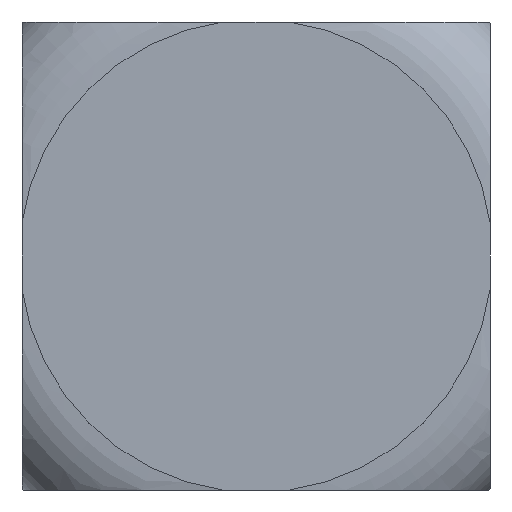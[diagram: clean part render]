
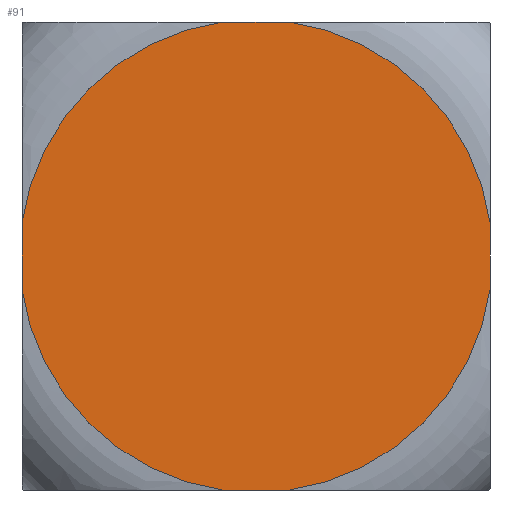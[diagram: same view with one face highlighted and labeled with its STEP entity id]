
A CAD part, left-side view. The second image highlights one B-rep face of the part: STEP entity #91.
In plain terms, the highlighted planar face has unit normal (-1, 0, 0).
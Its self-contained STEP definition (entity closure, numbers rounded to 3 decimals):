
#91 = ADVANCED_FACE( '', ( #181 ), #182, .F. );
#181 = FACE_OUTER_BOUND( '', #262, .T. );
#182 = PLANE( '', #263 );
#262 = EDGE_LOOP( '', ( #448, #449, #450, #451, #452, #453, #454, #455 ) );
#263 = AXIS2_PLACEMENT_3D( '', #456, #457, #458 );
#448 = ORIENTED_EDGE( '', *, *, #473, .F. );
#449 = ORIENTED_EDGE( '', *, *, #487, .F. );
#450 = ORIENTED_EDGE( '', *, *, #506, .F. );
#451 = ORIENTED_EDGE( '', *, *, #503, .F. );
#452 = ORIENTED_EDGE( '', *, *, #524, .F. );
#453 = ORIENTED_EDGE( '', *, *, #483, .F. );
#454 = ORIENTED_EDGE( '', *, *, #531, .F. );
#455 = ORIENTED_EDGE( '', *, *, #528, .F. );
#456 = CARTESIAN_POINT( '', ( 0., 0., 0. ) );
#457 = DIRECTION( '', ( 1., 0., 0. ) );
#458 = DIRECTION( '', ( 0., 0., -1. ) );
#473 = EDGE_CURVE( '', #556, #548, #558, .T. );
#483 = EDGE_CURVE( '', #572, #574, #575, .T. );
#487 = EDGE_CURVE( '', #578, #556, #580, .T. );
#503 = EDGE_CURVE( '', #604, #602, #606, .T. );
#506 = EDGE_CURVE( '', #602, #578, #609, .T. );
#524 = EDGE_CURVE( '', #574, #604, #632, .T. );
#528 = EDGE_CURVE( '', #548, #635, #637, .T. );
#531 = EDGE_CURVE( '', #635, #572, #640, .T. );
#548 = VERTEX_POINT( '', #659 );
#556 = VERTEX_POINT( '', #693 );
#558 = LINE( '', #716, #717 );
#572 = VERTEX_POINT( '', #733 );
#574 = VERTEX_POINT( '', #758 );
#575 = CIRCLE( '', #759, 12.625 );
#578 = VERTEX_POINT( '', #783 );
#580 = CIRCLE( '', #808, 12.625 );
#602 = VERTEX_POINT( '', #835 );
#604 = VERTEX_POINT( '', #858 );
#606 = CIRCLE( '', #883, 12.625 );
#609 = LINE( '', #887, #888 );
#632 = LINE( '', #914, #915 );
#635 = VERTEX_POINT( '', #918 );
#637 = CIRCLE( '', #941, 12.625 );
#640 = LINE( '', #944, #945 );
#659 = CARTESIAN_POINT( '', ( 0., 12.5, 1.772 ) );
#693 = CARTESIAN_POINT( '', ( 0., 12.5, -1.772 ) );
#716 = CARTESIAN_POINT( '', ( 0., 12.5, -12.5 ) );
#717 = VECTOR( '', #964, 1000. );
#733 = CARTESIAN_POINT( '', ( 0., -1.772, 12.5 ) );
#758 = CARTESIAN_POINT( '', ( 0., -12.5, 1.772 ) );
#759 = AXIS2_PLACEMENT_3D( '', #976, #977, #978 );
#783 = CARTESIAN_POINT( '', ( 0., 1.772, -12.5 ) );
#808 = AXIS2_PLACEMENT_3D( '', #979, #980, #981 );
#835 = CARTESIAN_POINT( '', ( 0., -1.772, -12.5 ) );
#858 = CARTESIAN_POINT( '', ( 0., -12.5, -1.772 ) );
#883 = AXIS2_PLACEMENT_3D( '', #1002, #1003, #1004 );
#887 = CARTESIAN_POINT( '', ( 0., -12.5, -12.5 ) );
#888 = VECTOR( '', #1006, 1000. );
#914 = CARTESIAN_POINT( '', ( 0., -12.5, 12.5 ) );
#915 = VECTOR( '', #1031, 1000. );
#918 = CARTESIAN_POINT( '', ( 0., 1.772, 12.5 ) );
#941 = AXIS2_PLACEMENT_3D( '', #1032, #1033, #1034 );
#944 = CARTESIAN_POINT( '', ( 0., 12.5, 12.5 ) );
#945 = VECTOR( '', #1035, 1000. );
#964 = DIRECTION( '', ( 0., 0., 1. ) );
#976 = CARTESIAN_POINT( '', ( 0., 0., 0. ) );
#977 = DIRECTION( '', ( 1., 0., 0. ) );
#978 = DIRECTION( '', ( 0., 0., -1. ) );
#979 = CARTESIAN_POINT( '', ( 0., 0., 0. ) );
#980 = DIRECTION( '', ( 1., 0., 0. ) );
#981 = DIRECTION( '', ( 0., 0., -1. ) );
#1002 = CARTESIAN_POINT( '', ( 0., 0., 0. ) );
#1003 = DIRECTION( '', ( 1., 0., 0. ) );
#1004 = DIRECTION( '', ( 0., 0., -1. ) );
#1006 = DIRECTION( '', ( 0., 1., 0. ) );
#1031 = DIRECTION( '', ( 0., 0., -1. ) );
#1032 = CARTESIAN_POINT( '', ( 0., 0., 0. ) );
#1033 = DIRECTION( '', ( 1., 0., 0. ) );
#1034 = DIRECTION( '', ( 0., 0., -1. ) );
#1035 = DIRECTION( '', ( 0., -1., 0. ) );
